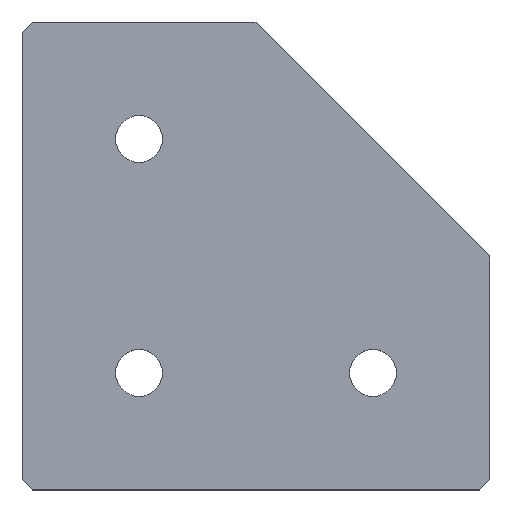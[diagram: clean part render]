
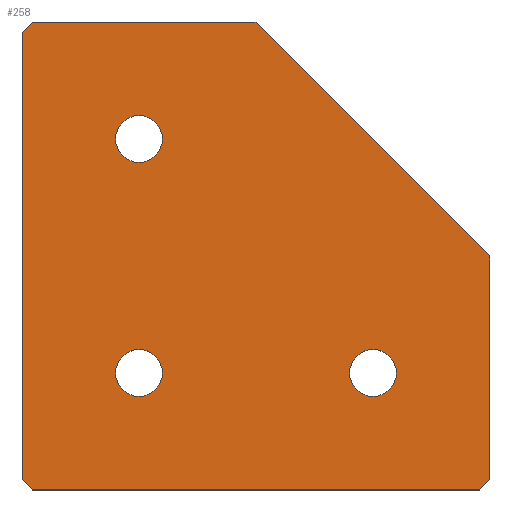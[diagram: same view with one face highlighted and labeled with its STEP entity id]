
A CAD part, top view. The second image highlights one B-rep face of the part: STEP entity #258.
In plain terms, the highlighted planar face has unit normal (0, 0, 1).
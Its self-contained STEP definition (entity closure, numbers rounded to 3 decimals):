
#10 = CARTESIAN_POINT ( 'NONE',  ( 0., -2., 0. ) ) ;
#12 = CARTESIAN_POINT ( 'NONE',  ( 67.5, -72., 0. ) ) ;
#15 = CARTESIAN_POINT ( 'NONE',  ( 89., -89., 0. ) ) ;
#17 = CARTESIAN_POINT ( 'NONE',  ( 90., -45., 0. ) ) ;
#22 = CARTESIAN_POINT ( 'NONE',  ( 88., -90., 0. ) ) ;
#24 = VERTEX_POINT ( 'NONE', #76 ) ;
#26 = LINE ( 'NONE', #416, #461 ) ;
#27 = VERTEX_POINT ( 'NONE', #464 ) ;
#29 = EDGE_CURVE ( 'NONE', #451, #40, #204, .T. ) ;
#35 = VERTEX_POINT ( 'NONE', #377 ) ;
#36 = CIRCLE ( 'NONE', #421, 4.5 ) ;
#40 = VERTEX_POINT ( 'NONE', #373 ) ;
#48 = EDGE_CURVE ( 'NONE', #92, #24, #398, .T. ) ;
#55 = EDGE_CURVE ( 'NONE', #65, #553, #284, .T. ) ;
#58 = AXIS2_PLACEMENT_3D ( 'NONE', #476, #87, #90 ) ;
#60 = VECTOR ( 'NONE', #307, 1000. ) ;
#62 = EDGE_LOOP ( 'NONE', ( #69, #306 ) ) ;
#65 = VERTEX_POINT ( 'NONE', #159 ) ;
#68 = EDGE_CURVE ( 'NONE', #449, #304, #343, .T. ) ;
#69 = ORIENTED_EDGE ( 'NONE', *, *, #80, .T. ) ;
#76 = CARTESIAN_POINT ( 'NONE',  ( 67.5, -63., 0. ) ) ;
#77 = CARTESIAN_POINT ( 'NONE',  ( 22.5, -18., 0. ) ) ;
#80 = EDGE_CURVE ( 'NONE', #24, #92, #430, .T. ) ;
#87 = DIRECTION ( 'NONE',  ( 0., 0., -1. ) ) ;
#88 = ORIENTED_EDGE ( 'NONE', *, *, #152, .F. ) ;
#90 = DIRECTION ( 'NONE',  ( 0., 1., 0. ) ) ;
#91 = VECTOR ( 'NONE', #439, 1000. ) ;
#92 = VERTEX_POINT ( 'NONE', #12 ) ;
#93 = AXIS2_PLACEMENT_3D ( 'NONE', #144, #323, #493 ) ;
#94 = EDGE_CURVE ( 'NONE', #451, #304, #149, .T. ) ;
#104 = LINE ( 'NONE', #17, #211 ) ;
#106 = VECTOR ( 'NONE', #427, 1000. ) ;
#109 = DIRECTION ( 'NONE',  ( -1., 0., 0. ) ) ;
#112 = DIRECTION ( 'NONE',  ( 0., 0., -1. ) ) ;
#124 = VECTOR ( 'NONE', #228, 1000. ) ;
#140 = CIRCLE ( 'NONE', #485, 4.5 ) ;
#144 = CARTESIAN_POINT ( 'NONE',  ( 22.5, -67.5, 0. ) ) ;
#145 = ORIENTED_EDGE ( 'NONE', *, *, #415, .T. ) ;
#148 = DIRECTION ( 'NONE',  ( 0., 0., -1. ) ) ;
#149 = LINE ( 'NONE', #15, #91 ) ;
#152 = EDGE_CURVE ( 'NONE', #27, #449, #104, .T. ) ;
#154 = EDGE_LOOP ( 'NONE', ( #145, #472 ) ) ;
#157 = CIRCLE ( 'NONE', #58, 4.5 ) ;
#159 = CARTESIAN_POINT ( 'NONE',  ( 0., -88., 0. ) ) ;
#163 = FACE_BOUND ( 'NONE', #478, .T. ) ;
#170 = VERTEX_POINT ( 'NONE', #531 ) ;
#172 = EDGE_CURVE ( 'NONE', #35, #342, #481, .T. ) ;
#173 = LINE ( 'NONE', #555, #60 ) ;
#200 = FACE_BOUND ( 'NONE', #154, .T. ) ;
#203 = DIRECTION ( 'NONE',  ( -0.707, -0.707, 0. ) ) ;
#204 = LINE ( 'NONE', #291, #281 ) ;
#211 = VECTOR ( 'NONE', #525, 1000. ) ;
#212 = CARTESIAN_POINT ( 'NONE',  ( 22.5, -27., 0. ) ) ;
#213 = DIRECTION ( 'NONE',  ( 0., 0., -1. ) ) ;
#221 = VERTEX_POINT ( 'NONE', #77 ) ;
#228 = DIRECTION ( 'NONE',  ( 0.707, -0.707, 0. ) ) ;
#231 = EDGE_CURVE ( 'NONE', #221, #360, #140, .T. ) ;
#233 = ORIENTED_EDGE ( 'NONE', *, *, #477, .T. ) ;
#234 = CARTESIAN_POINT ( 'NONE',  ( 90., -45., 0. ) ) ;
#251 = DIRECTION ( 'NONE',  ( 0., 1., 0. ) ) ;
#252 = CARTESIAN_POINT ( 'NONE',  ( 67.5, -67.5, 0. ) ) ;
#257 = EDGE_CURVE ( 'NONE', #170, #553, #26, .T. ) ;
#258 = ADVANCED_FACE ( 'NONE', ( #200, #163, #371, #376 ), #337, .T. ) ;
#274 = ORIENTED_EDGE ( 'NONE', *, *, #94, .T. ) ;
#281 = VECTOR ( 'NONE', #109, 1000. ) ;
#283 = ORIENTED_EDGE ( 'NONE', *, *, #257, .T. ) ;
#284 = LINE ( 'NONE', #541, #352 ) ;
#291 = CARTESIAN_POINT ( 'NONE',  ( 0., -90., 0. ) ) ;
#294 = CARTESIAN_POINT ( 'NONE',  ( 67.5, -67.5, 0. ) ) ;
#297 = DIRECTION ( 'NONE',  ( 0., 1., 0. ) ) ;
#304 = VERTEX_POINT ( 'NONE', #519 ) ;
#306 = ORIENTED_EDGE ( 'NONE', *, *, #48, .T. ) ;
#307 = DIRECTION ( 'NONE',  ( 1., 0., 0. ) ) ;
#311 = EDGE_CURVE ( 'NONE', #170, #27, #173, .T. ) ;
#316 = AXIS2_PLACEMENT_3D ( 'NONE', #540, #334, #506 ) ;
#321 = DIRECTION ( 'NONE',  ( 0., 1., 0. ) ) ;
#323 = DIRECTION ( 'NONE',  ( 0., 0., -1. ) ) ;
#332 = ORIENTED_EDGE ( 'NONE', *, *, #231, .T. ) ;
#333 = AXIS2_PLACEMENT_3D ( 'NONE', #294, #340, #383 ) ;
#334 = DIRECTION ( 'NONE',  ( 0., 0., 1. ) ) ;
#337 = PLANE ( 'NONE',  #316 ) ;
#340 = DIRECTION ( 'NONE',  ( 0., 0., -1. ) ) ;
#342 = VERTEX_POINT ( 'NONE', #345 ) ;
#343 = LINE ( 'NONE', #509, #106 ) ;
#345 = CARTESIAN_POINT ( 'NONE',  ( 22.5, -63., 0. ) ) ;
#350 = CARTESIAN_POINT ( 'NONE',  ( -44., -44., 0. ) ) ;
#352 = VECTOR ( 'NONE', #456, 1000. ) ;
#360 = VERTEX_POINT ( 'NONE', #212 ) ;
#371 = FACE_BOUND ( 'NONE', #62, .T. ) ;
#373 = CARTESIAN_POINT ( 'NONE',  ( 2., -90., 0. ) ) ;
#376 = FACE_OUTER_BOUND ( 'NONE', #536, .T. ) ;
#377 = CARTESIAN_POINT ( 'NONE',  ( 22.5, -72., 0. ) ) ;
#383 = DIRECTION ( 'NONE',  ( 0., 1., 0. ) ) ;
#398 = CIRCLE ( 'NONE', #450, 4.5 ) ;
#405 = ORIENTED_EDGE ( 'NONE', *, *, #68, .F. ) ;
#415 = EDGE_CURVE ( 'NONE', #342, #35, #157, .T. ) ;
#416 = CARTESIAN_POINT ( 'NONE',  ( 1., -1., 0. ) ) ;
#421 = AXIS2_PLACEMENT_3D ( 'NONE', #533, #148, #321 ) ;
#427 = DIRECTION ( 'NONE',  ( 0., -1., 0. ) ) ;
#430 = CIRCLE ( 'NONE', #333, 4.5 ) ;
#439 = DIRECTION ( 'NONE',  ( 0.707, 0.707, 0. ) ) ;
#447 = ORIENTED_EDGE ( 'NONE', *, *, #311, .F. ) ;
#449 = VERTEX_POINT ( 'NONE', #234 ) ;
#450 = AXIS2_PLACEMENT_3D ( 'NONE', #252, #213, #297 ) ;
#451 = VERTEX_POINT ( 'NONE', #22 ) ;
#456 = DIRECTION ( 'NONE',  ( 0., 1., 0. ) ) ;
#461 = VECTOR ( 'NONE', #203, 1000. ) ;
#464 = CARTESIAN_POINT ( 'NONE',  ( 45., 0., 0. ) ) ;
#466 = CARTESIAN_POINT ( 'NONE',  ( 22.5, -22.5, 0. ) ) ;
#472 = ORIENTED_EDGE ( 'NONE', *, *, #172, .T. ) ;
#476 = CARTESIAN_POINT ( 'NONE',  ( 22.5, -67.5, 0. ) ) ;
#477 = EDGE_CURVE ( 'NONE', #65, #40, #524, .T. ) ;
#478 = EDGE_LOOP ( 'NONE', ( #332, #538 ) ) ;
#481 = CIRCLE ( 'NONE', #93, 4.5 ) ;
#484 = ORIENTED_EDGE ( 'NONE', *, *, #55, .F. ) ;
#485 = AXIS2_PLACEMENT_3D ( 'NONE', #466, #112, #251 ) ;
#490 = ORIENTED_EDGE ( 'NONE', *, *, #29, .F. ) ;
#493 = DIRECTION ( 'NONE',  ( 0., 1., 0. ) ) ;
#506 = DIRECTION ( 'NONE',  ( 1., 0., 0. ) ) ;
#509 = CARTESIAN_POINT ( 'NONE',  ( 90., -90., 0. ) ) ;
#519 = CARTESIAN_POINT ( 'NONE',  ( 90., -88., 0. ) ) ;
#524 = LINE ( 'NONE', #350, #124 ) ;
#525 = DIRECTION ( 'NONE',  ( 0.707, -0.707, 0. ) ) ;
#531 = CARTESIAN_POINT ( 'NONE',  ( 2., 0., 0. ) ) ;
#533 = CARTESIAN_POINT ( 'NONE',  ( 22.5, -22.5, 0. ) ) ;
#534 = EDGE_CURVE ( 'NONE', #360, #221, #36, .T. ) ;
#536 = EDGE_LOOP ( 'NONE', ( #447, #283, #484, #233, #490, #274, #405, #88 ) ) ;
#538 = ORIENTED_EDGE ( 'NONE', *, *, #534, .T. ) ;
#540 = CARTESIAN_POINT ( 'NONE',  ( 0., 0., 0. ) ) ;
#541 = CARTESIAN_POINT ( 'NONE',  ( 0., 0., 0. ) ) ;
#553 = VERTEX_POINT ( 'NONE', #10 ) ;
#555 = CARTESIAN_POINT ( 'NONE',  ( 45., 0., 0. ) ) ;
